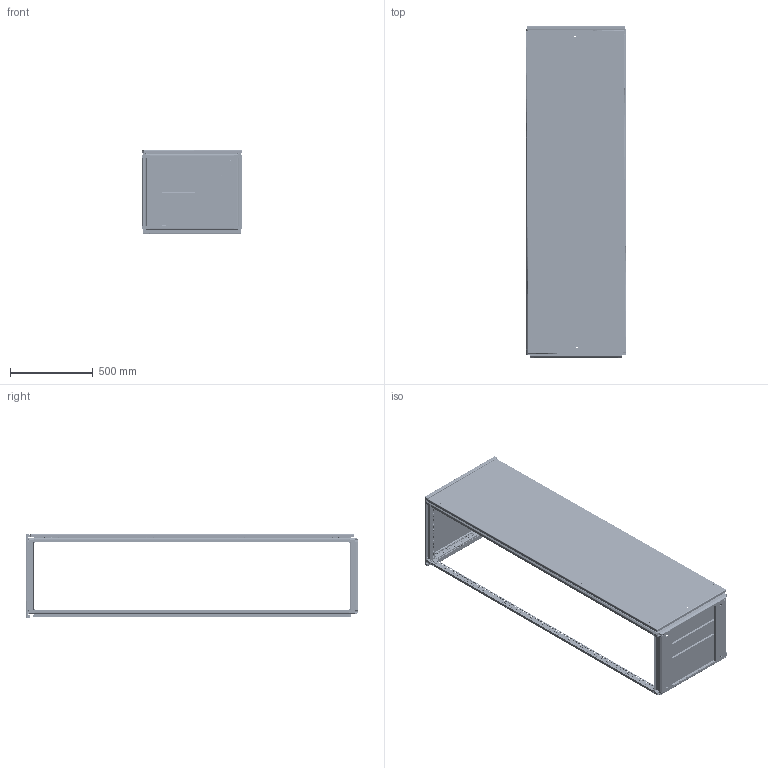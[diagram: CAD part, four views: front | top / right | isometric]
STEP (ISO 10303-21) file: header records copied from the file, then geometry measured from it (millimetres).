
FILE_DESCRIPTION(/* description */ (''),/* implementation_level */ '2;1');
FILE_NAME(/* name */ 'ESQ2005060.stp',/* time_stamp */ '2016-10-17T09:57:09+02:00',/* author */ (''),/* organization */ (''),/* preprocessor_version */ 'ST-DEVELOPER v15',/* originating_system */ 'SIEMENS PLM Software NX 9.0',/* authorisation */ '');
FILE_SCHEMA (('CONFIG_CONTROL_DESIGN'));
Products named in the file (27): H60322_Perfil_Hor_510; ESQUINA_ACERO_TRACEPART Duplicate3; ESQUINA_ACERO_SIMETRICA_TRACEPART Duplicate2; H60321_Perfil_Hor_410; H60351_PLACA_BASE_500; H60311_Perfil_ver_2000; TERMINACION_PERFIL_SOLDADA; 455; JUNTA PERFILES VERTICALES 2M_455M02_SIM; 91347_PERNO_M8x15c; H60201_Tapa_superior_600x5004227; Juntilla_panelillo_superior; 92697_TUERCA_REMACHABLE_M6x22_CERRADA; H60858_ZN_SOPORTE PANEL TRASERO ARG+; Junta_Goma_Pan_Tras; 91347_PERNO_M8x15; H60120_Pan_Tras_2000x600; H60411_TAPA_PASAC_200x600; H60401_TAPA_PASAC_100x600; H60331_Cuad_600X500; H60361_Cuad_Inf_600X500; H60311_Sold_Perfil_ver_2000; 2000x500x600_desmontable; H60201_Tapa_superior_600x500; CJTO_SOPORTE_PANEL_TRASERO; H60120_Full_Pan_Tras_2000x600; ESQ2005060_stp
Assembly tree (60 placements, depth 4):
  ESQ2005060_stp
    H60120_Full_Pan_Tras_2000x600
      H60120_Pan_Tras_2000x600
      91347_PERNO_M8x15  x2
      Junta_Goma_Pan_Tras
    CJTO_SOPORTE_PANEL_TRASERO  x8
      H60858_ZN_SOPORTE PANEL TRASERO ARG+
      92697_TUERCA_REMACHABLE_M6x22_CERRADA
    H60201_Tapa_superior_600x500
      Juntilla_panelillo_superior
      H60201_Tapa_superior_600x5004227
      91347_PERNO_M8x15c  x2
    H60401_TAPA_PASAC_100x600  x2
    H60411_TAPA_PASAC_200x600
    2000x500x600_desmontable
      H60311_Sold_Perfil_ver_2000  x4
        TERMINACION_PERFIL_SOLDADA
        H60311_Perfil_ver_2000
      H60361_Cuad_Inf_600X500
        H60351_PLACA_BASE_500  x2
        H60321_Perfil_Hor_410  x2
        ESQUINA_ACERO_SIMETRICA_TRACEPART Duplicate2  x2
        ESQUINA_ACERO_TRACEPART Duplicate3  x2
        H60322_Perfil_Hor_510  x2
      H60331_Cuad_600X500
        ESQUINA_ACERO_TRACEPART Duplicate3  x2
        ESQUINA_ACERO_SIMETRICA_TRACEPART Duplicate2  x2
        H60321_Perfil_Hor_410  x2
        H60322_Perfil_Hor_510  x2
      JUNTA PERFILES VERTICALES 2M_455M02_SIM  x4
      455  x4
Bounding box: 606.33 x 2005 x 506.33 mm (x, y, z)
Volume: 6130757.5 mm3; surface area: 7747332.8 mm2
Topology: 73 solids, 73 shells, 10446 faces, 29519 edges, 19212 vertices
Faces by surface type: plane 7265, cylinder 2432, bspline 537, cone 124, sphere 88
Full cylindrical faces by diameter (mm): 4.65 x1308, 5 x16, 5.3 x8, 6.5 x16, 7 x4, 8 x20, 8.5 x4, 10 x10, 10.25 x16, 12.5 x8, 13.5 x8, 17.5 x4, 18.5 x8
Entity records: 95864 total; most frequent: CARTESIAN_POINT 22861, ORIENTED_EDGE 14860, DIRECTION 12465, EDGE_CURVE 7430, LINE 5249, VECTOR 5249, VERTEX_POINT 4852, EDGE_LOOP 4124
